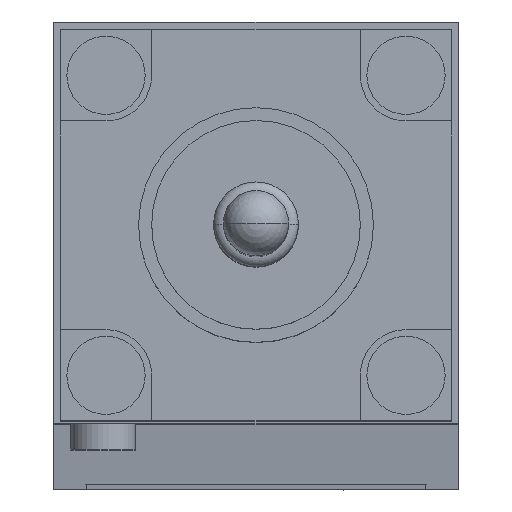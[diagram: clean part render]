
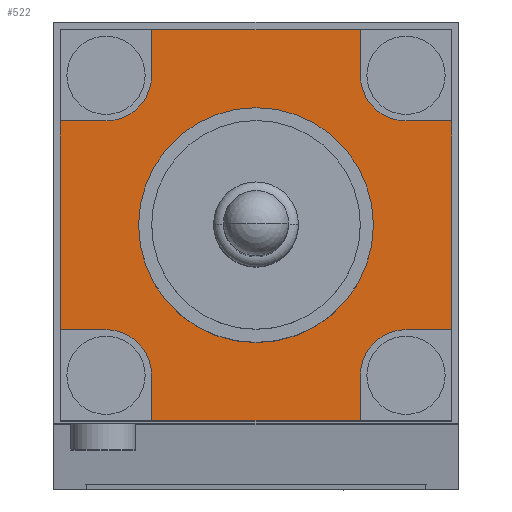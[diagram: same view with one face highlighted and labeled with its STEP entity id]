
A CAD part, top view. The second image highlights one B-rep face of the part: STEP entity #522.
In plain terms, the highlighted planar face has unit normal (0, 0, 1).
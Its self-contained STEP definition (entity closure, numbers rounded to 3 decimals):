
#522=ADVANCED_FACE('FACE139',(#1135,#1136),#1137,.T.);
#1135=FACE_BOUND('',#1826,.T.);
#1136=FACE_OUTER_BOUND('',#1827,.T.);
#1137=PLANE('',#1828);
#1826=EDGE_LOOP('',(#3346,#3347));
#1827=EDGE_LOOP('',(#3348,#3349,#3350,#3351,#3352,#3353,#3354,#3355,#3356,#3357,#3358,#3359,#3360,#3361,#3362,#3363));
#1828=AXIS2_PLACEMENT_3D('',#3364,#3365,#3366);
#3346=ORIENTED_EDGE('',*,*,#4525,.T.);
#3347=ORIENTED_EDGE('',*,*,#4526,.T.);
#3348=ORIENTED_EDGE('',*,*,#4523,.T.);
#3349=ORIENTED_EDGE('',*,*,#4521,.T.);
#3350=ORIENTED_EDGE('',*,*,#4517,.T.);
#3351=ORIENTED_EDGE('',*,*,#4514,.T.);
#3352=ORIENTED_EDGE('',*,*,#4512,.T.);
#3353=ORIENTED_EDGE('',*,*,#4509,.T.);
#3354=ORIENTED_EDGE('',*,*,#4505,.T.);
#3355=ORIENTED_EDGE('',*,*,#4501,.T.);
#3356=ORIENTED_EDGE('',*,*,#4499,.T.);
#3357=ORIENTED_EDGE('',*,*,#4496,.T.);
#3358=ORIENTED_EDGE('',*,*,#4492,.T.);
#3359=ORIENTED_EDGE('',*,*,#4488,.T.);
#3360=ORIENTED_EDGE('',*,*,#4486,.T.);
#3361=ORIENTED_EDGE('',*,*,#4483,.T.);
#3362=ORIENTED_EDGE('',*,*,#4479,.T.);
#3363=ORIENTED_EDGE('',*,*,#4474,.T.);
#3364=CARTESIAN_POINT('',(0.0,-3.556,67.564));
#3365=DIRECTION('',(0.0,0.0,1.0));
#3366=DIRECTION('',(1.0,0.0,0.0));
#4474=EDGE_CURVE('EDGE330',#5447,#5445,#5448,.T.);
#4479=EDGE_CURVE('EDGE334',#5453,#5447,#5454,.T.);
#4483=EDGE_CURVE('EDGE337',#5457,#5453,#5459,.T.);
#4486=EDGE_CURVE('EDGE339',#5461,#5457,#5463,.T.);
#4488=EDGE_CURVE('EDGE340',#5465,#5461,#5466,.T.);
#4492=EDGE_CURVE('EDGE343',#5470,#5465,#5471,.T.);
#4496=EDGE_CURVE('EDGE346',#5474,#5470,#5476,.T.);
#4499=EDGE_CURVE('EDGE348',#5478,#5474,#5480,.T.);
#4501=EDGE_CURVE('EDGE349',#5482,#5478,#5483,.T.);
#4505=EDGE_CURVE('EDGE352',#5487,#5482,#5488,.T.);
#4509=EDGE_CURVE('EDGE355',#5491,#5487,#5493,.T.);
#4512=EDGE_CURVE('EDGE357',#5495,#5491,#5497,.T.);
#4514=EDGE_CURVE('EDGE358',#5499,#5495,#5500,.T.);
#4517=EDGE_CURVE('EDGE360',#5503,#5499,#5504,.T.);
#4521=EDGE_CURVE('EDGE363',#5507,#5503,#5509,.T.);
#4523=EDGE_CURVE('EDGE364',#5445,#5507,#5511,.T.);
#4525=EDGE_CURVE('EDGE365',#5513,#5514,#5515,.T.);
#4526=EDGE_CURVE('EDGE366',#5514,#5513,#5516,.T.);
#5445=VERTEX_POINT('VERTEX223',#6758);
#5447=VERTEX_POINT('VERTEX224',#6761);
#5448=LINE('',#6762,#6763);
#5453=VERTEX_POINT('VERTEX225',#6771);
#5454=LINE('',#6772,#6773);
#5457=VERTEX_POINT('VERTEX226',#6777);
#5459=CIRCLE('',#6780,4.445);
#5461=VERTEX_POINT('VERTEX227',#6782);
#5463=LINE('',#6785,#6786);
#5465=VERTEX_POINT('VERTEX228',#6788);
#5466=LINE('',#6789,#6790);
#5470=VERTEX_POINT('VERTEX229',#6796);
#5471=LINE('',#6797,#6798);
#5474=VERTEX_POINT('VERTEX230',#6802);
#5476=CIRCLE('',#6805,4.445);
#5478=VERTEX_POINT('VERTEX231',#6807);
#5480=LINE('',#6810,#6811);
#5482=VERTEX_POINT('VERTEX232',#6813);
#5483=LINE('',#6814,#6815);
#5487=VERTEX_POINT('VERTEX233',#6821);
#5488=LINE('',#6822,#6823);
#5491=VERTEX_POINT('VERTEX234',#6827);
#5493=CIRCLE('',#6830,4.445);
#5495=VERTEX_POINT('VERTEX235',#6832);
#5497=LINE('',#6835,#6836);
#5499=VERTEX_POINT('VERTEX236',#6838);
#5500=LINE('',#6839,#6840);
#5503=VERTEX_POINT('VERTEX237',#6844);
#5504=LINE('',#6845,#6846);
#5507=VERTEX_POINT('VERTEX238',#6850);
#5509=CIRCLE('',#6853,4.445);
#5511=LINE('',#6855,#6856);
#5513=VERTEX_POINT('VERTEX239',#6858);
#5514=VERTEX_POINT('VERTEX240',#6859);
#5515=CIRCLE('',#6860,10.16);
#5516=CIRCLE('',#6861,10.16);
#6758=CARTESIAN_POINT('',(10.16,-22.606,67.564));
#6761=CARTESIAN_POINT('',(-10.16,-22.606,67.564));
#6762=CARTESIAN_POINT('',(0.0,-22.606,67.564));
#6763=VECTOR('',#7713,25.4);
#6771=CARTESIAN_POINT('',(-10.16,-18.161,67.564));
#6772=CARTESIAN_POINT('',(-10.16,-20.384,67.564));
#6773=VECTOR('',#7717,25.4);
#6777=CARTESIAN_POINT('',(-14.605,-13.716,67.564));
#6780=AXIS2_PLACEMENT_3D('',#7720,#7721,#7722);
#6782=CARTESIAN_POINT('',(-19.05,-13.716,67.564));
#6785=CARTESIAN_POINT('',(-16.828,-13.716,67.564));
#6786=VECTOR('',#7724,25.4);
#6788=CARTESIAN_POINT('',(-19.05,6.604,67.564));
#6789=CARTESIAN_POINT('',(-19.05,-3.556,67.564));
#6790=VECTOR('',#7725,25.4);
#6796=CARTESIAN_POINT('',(-14.605,6.604,67.564));
#6797=CARTESIAN_POINT('',(-16.828,6.604,67.564));
#6798=VECTOR('',#7728,25.4);
#6802=CARTESIAN_POINT('',(-10.16,11.049,67.564));
#6805=AXIS2_PLACEMENT_3D('',#7731,#7732,#7733);
#6807=CARTESIAN_POINT('',(-10.16,15.494,67.564));
#6810=CARTESIAN_POINT('',(-10.16,13.272,67.564));
#6811=VECTOR('',#7735,25.4);
#6813=CARTESIAN_POINT('',(10.16,15.494,67.564));
#6814=CARTESIAN_POINT('',(0.0,15.494,67.564));
#6815=VECTOR('',#7736,25.4);
#6821=CARTESIAN_POINT('',(10.16,11.049,67.564));
#6822=CARTESIAN_POINT('',(10.16,13.272,67.564));
#6823=VECTOR('',#7739,25.4);
#6827=CARTESIAN_POINT('',(14.605,6.604,67.564));
#6830=AXIS2_PLACEMENT_3D('',#7742,#7743,#7744);
#6832=CARTESIAN_POINT('',(19.05,6.604,67.564));
#6835=CARTESIAN_POINT('',(16.828,6.604,67.564));
#6836=VECTOR('',#7746,25.4);
#6838=CARTESIAN_POINT('',(19.05,-13.716,67.564));
#6839=CARTESIAN_POINT('',(19.05,-3.556,67.564));
#6840=VECTOR('',#7747,25.4);
#6844=CARTESIAN_POINT('',(14.605,-13.716,67.564));
#6845=CARTESIAN_POINT('',(16.828,-13.716,67.564));
#6846=VECTOR('',#7749,25.4);
#6850=CARTESIAN_POINT('',(10.16,-18.161,67.564));
#6853=AXIS2_PLACEMENT_3D('',#7752,#7753,#7754);
#6855=CARTESIAN_POINT('',(10.16,-20.384,67.564));
#6856=VECTOR('',#7755,25.4);
#6858=CARTESIAN_POINT('',(10.16,-3.556,67.564));
#6859=CARTESIAN_POINT('',(-10.16,-3.556,67.564));
#6860=AXIS2_PLACEMENT_3D('',#7756,#7757,#7758);
#6861=AXIS2_PLACEMENT_3D('',#7759,#7760,#7761);
#7713=DIRECTION('',(1.0,0.0,0.0));
#7717=DIRECTION('',(0.,-1.0,0.0));
#7720=CARTESIAN_POINT('',(-14.605,-18.161,67.564));
#7721=DIRECTION('',(0.0,0.0,-1.0));
#7722=DIRECTION('',(-1.0,0.,0.0));
#7724=DIRECTION('',(1.0,0.,0.0));
#7725=DIRECTION('',(0.0,-1.0,0.0));
#7728=DIRECTION('',(-1.0,0.,0.0));
#7731=CARTESIAN_POINT('',(-14.605,11.049,67.564));
#7732=DIRECTION('',(0.0,0.0,-1.0));
#7733=DIRECTION('',(0.,1.0,0.0));
#7735=DIRECTION('',(0.,-1.0,0.0));
#7736=DIRECTION('',(-1.0,0.0,0.0));
#7739=DIRECTION('',(0.0,1.0,0.0));
#7742=CARTESIAN_POINT('',(14.605,11.049,67.564));
#7743=DIRECTION('',(0.0,0.0,-1.0));
#7744=DIRECTION('',(1.0,0.0,0.0));
#7746=DIRECTION('',(-1.0,0.0,0.0));
#7747=DIRECTION('',(0.0,1.0,0.0));
#7749=DIRECTION('',(1.0,0.,0.0));
#7752=CARTESIAN_POINT('',(14.605,-18.161,67.564));
#7753=DIRECTION('',(-0.0,0.0,-1.0));
#7754=DIRECTION('',(0.,-1.0,0.0));
#7755=DIRECTION('',(0.,1.0,0.0));
#7756=CARTESIAN_POINT('',(0.0,-3.556,67.564));
#7757=DIRECTION('',(0.0,0.0,-1.0));
#7758=DIRECTION('',(1.0,0.0,0.0));
#7759=CARTESIAN_POINT('',(0.0,-3.556,67.564));
#7760=DIRECTION('',(0.0,0.0,-1.0));
#7761=DIRECTION('',(1.0,0.0,0.0));
